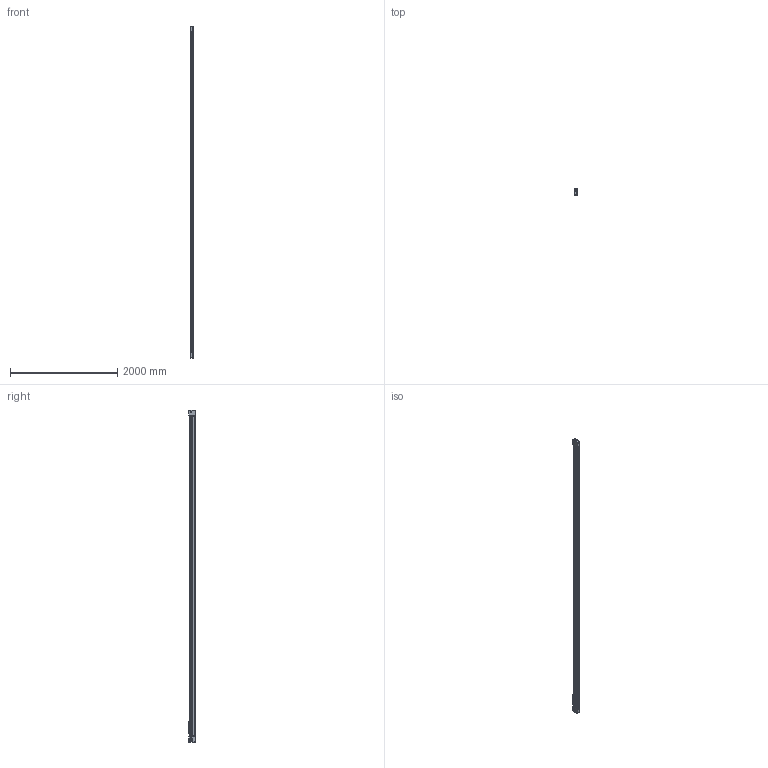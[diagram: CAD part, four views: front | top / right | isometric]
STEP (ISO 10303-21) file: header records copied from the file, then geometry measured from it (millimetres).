
FILE_DESCRIPTION (( 'STEP AP203' ), '1' );
FILE_NAME ('800.080.XXXX.STEP', '2018-03-12T14:03:43', ( '' ), ( '' ), 'SwSTEP 2.0', 'SolidWorks 2016', '' );
FILE_SCHEMA (( 'CONFIG_CONTROL_DESIGN' ));
Length unit declared in the file: millimetre
Products named in the file (38): 084.302.000 DADI ALUSIC 13x13-1_084.302.001; 084.302.000 DADI ALUSIC 13x13_084.302.004; 800.040.004_800.040.004; ISO 4762 M6 x 40 --- 40S_ISO 4762 M6 x 40 --- 40S; 800.040.012_800.040.012; GUIDA A RICIRCOLO 810.101.015_Default<A macchina>; SBI-15SL BLOCK_2; 800.040.003_800.040.003; 800.040.007_800.040.007; RONDELLE UNI 6592_13x24 UNI 6592; VITI TCEI UNI 5931_M4x16 UNI 5931; SBI-15SL BLOCK; CINGHIA 800.080.XXXX; 800.040.202; SBI-15SL BLOCK_4; SBI-15SL BLOCK_5; VITI TCEI UNI 5931_M6x55 UNI 5931; 800.040.005_800.040.005; CUSCINETTI A SFERE_61906-2RS; 800.080.XXXX; CHIAVETTE_A 10x8x20 UNI 6604-69; 800.040.001_800.040.001; VITI TCEI UNI 5931_M4x20 UNI 5931; SBI-SL15; VITI TSEI UNI 5933_M6x25 UNI 5933; DADI ESAGONALI NORMALI UNI 5588_M10 UNI 5588; SBI-15SL BLOCK_3; 800.040.201; ANELLI TIPO SB_SB 47; CUSCINETTI A SFERE_61807-2RS; 800.040.010_800.040.010; 800.040.008_800.040.008; VITI TCEI UNI 5931_M12x55 UNI 5931; 800.040.079_800.040.009; 800.040.002_800.040.002; VITI TSEI UNI 5933_M8x20 UNI 5933; 800.040.006_800.040.006; TELAIO 800.080_Default<A macchina>
Assembly tree (265 placements, depth 3):
  800.080.XXXX
    800.040.202
      800.040.003_800.040.003
      800.040.004_800.040.004
      800.040.007_800.040.007
      800.040.008_800.040.008
      ANELLI TIPO SB_SB 47
      084.302.000 DADI ALUSIC 13x13_084.302.004  x4
      800.040.012_800.040.012
      CUSCINETTI A SFERE_61906-2RS
      VITI TCEI UNI 5931_M12x55 UNI 5931
      RONDELLE UNI 6592_13x24 UNI 6592
      DADI ESAGONALI NORMALI UNI 5588_M10 UNI 5588
      VITI TCEI UNI 5931_M6x55 UNI 5931  x2
      VITI TSEI UNI 5933_M8x20 UNI 5933  x4
    800.040.201
      800.040.001_800.040.001
      800.040.002_800.040.002
      CUSCINETTI A SFERE_61807-2RS  x2
      800.040.005_800.040.005
      800.040.006_800.040.006
      800.040.012_800.040.012
      084.302.000 DADI ALUSIC 13x13_084.302.004  x4
      VITI TSEI UNI 5933_M8x20 UNI 5933  x4
      CHIAVETTE_A 10x8x20 UNI 6604-69
      ISO 4762 M6 x 40 --- 40S_ISO 4762 M6 x 40 --- 40S  x2
    TELAIO 800.080_Default<A macchina>
    GUIDA A RICIRCOLO 810.101.015_Default<A macchina>
    800.040.079_800.040.009
    SBI-SL15  x2
      SBI-15SL BLOCK
      SBI-15SL BLOCK_2
      SBI-15SL BLOCK_3
      SBI-15SL BLOCK_4
      SBI-15SL BLOCK_5
    800.040.010_800.040.010  x2
    VITI TSEI UNI 5933_M6x25 UNI 5933  x4
    VITI TCEI UNI 5931_M4x16 UNI 5931  x8
    VITI TCEI UNI 5931_M4x20 UNI 5931  x100
    084.302.000 DADI ALUSIC 13x13-1_084.302.001  x100
    CINGHIA 800.080.XXXX
Bounding box: 67 x 131 x 6200 mm (x, y, z)
Volume: 9166566.7 mm3; surface area: 6546592.2 mm2
Topology: 266 solids, 266 shells, 6513 faces, 16136 edges, 10466 vertices
Faces by surface type: plane 3150, cylinder 1771, cone 874, torus 686, bspline 32
Entity records: 86155 total; most frequent: CARTESIAN_POINT 14669, DIRECTION 13597, ORIENTED_EDGE 12482, EDGE_CURVE 6241, AXIS2_PLACEMENT_3D 5087, VERTEX_POINT 4087, LINE 3423, VECTOR 3423
